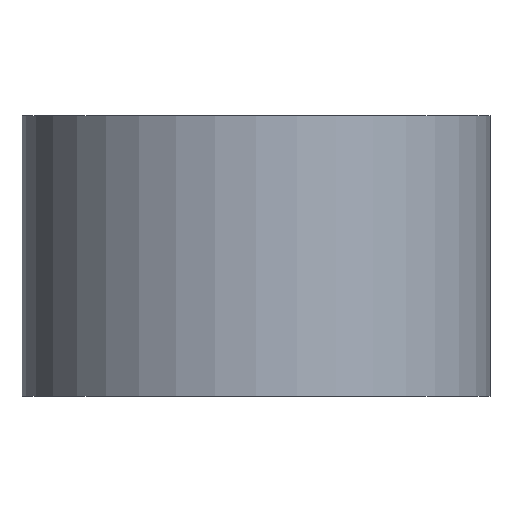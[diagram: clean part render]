
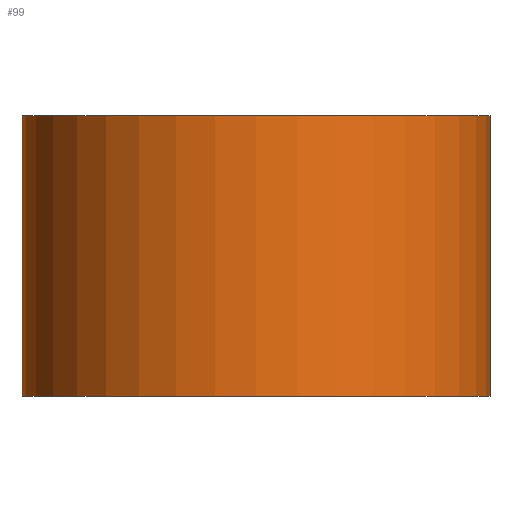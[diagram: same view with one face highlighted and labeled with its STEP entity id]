
A CAD part, front view. The second image highlights one B-rep face of the part: STEP entity #99.
In plain terms, the highlighted cylindrical face has radius 5 mm (diameter 10 mm), a partial arc.
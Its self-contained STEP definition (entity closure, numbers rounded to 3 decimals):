
#6 = ORIENTED_EDGE ( 'NONE', *, *, #213, .T. ) ;
#8 = VERTEX_POINT ( 'NONE', #105 ) ;
#25 = AXIS2_PLACEMENT_3D ( 'NONE', #122, #120, #160 ) ;
#27 = LINE ( 'NONE', #85, #129 ) ;
#33 = LINE ( 'NONE', #110, #78 ) ;
#36 = DIRECTION ( 'NONE',  ( 0., 0., -1. ) ) ;
#53 = CARTESIAN_POINT ( 'NONE',  ( 5., 0., 0. ) ) ;
#59 = EDGE_CURVE ( 'NONE', #195, #117, #27, .T. ) ;
#64 = DIRECTION ( 'NONE',  ( 0., 0., 1. ) ) ;
#66 = CARTESIAN_POINT ( 'NONE',  ( 5., 0., 6. ) ) ;
#67 = DIRECTION ( 'NONE',  ( 0., 0., 1. ) ) ;
#77 = EDGE_CURVE ( 'NONE', #240, #195, #113, .T. ) ;
#78 = VECTOR ( 'NONE', #185, 1000. ) ;
#85 = CARTESIAN_POINT ( 'NONE',  ( 5., 0., 6. ) ) ;
#96 = AXIS2_PLACEMENT_3D ( 'NONE', #243, #67, #241 ) ;
#99 = ADVANCED_FACE ( 'NONE', ( #163 ), #126, .T. ) ;
#100 = ORIENTED_EDGE ( 'NONE', *, *, #170, .T. ) ;
#105 = CARTESIAN_POINT ( 'NONE',  ( -5., 0., 0. ) ) ;
#108 = CIRCLE ( 'NONE', #96, 5. ) ;
#110 = CARTESIAN_POINT ( 'NONE',  ( -5., 0., 6. ) ) ;
#113 = CIRCLE ( 'NONE', #139, 5. ) ;
#115 = EDGE_LOOP ( 'NONE', ( #200, #216, #6, #100 ) ) ;
#117 = VERTEX_POINT ( 'NONE', #53 ) ;
#120 = DIRECTION ( 'NONE',  ( 0., 0., -1. ) ) ;
#122 = CARTESIAN_POINT ( 'NONE',  ( 0., 0., 6. ) ) ;
#126 = CYLINDRICAL_SURFACE ( 'NONE', #25, 5. ) ;
#129 = VECTOR ( 'NONE', #36, 1000. ) ;
#139 = AXIS2_PLACEMENT_3D ( 'NONE', #222, #64, #165 ) ;
#160 = DIRECTION ( 'NONE',  ( -1., 0., 0. ) ) ;
#163 = FACE_OUTER_BOUND ( 'NONE', #115, .T. ) ;
#165 = DIRECTION ( 'NONE',  ( 1., 0., 0. ) ) ;
#170 = EDGE_CURVE ( 'NONE', #8, #117, #108, .T. ) ;
#185 = DIRECTION ( 'NONE',  ( 0., 0., -1. ) ) ;
#195 = VERTEX_POINT ( 'NONE', #66 ) ;
#200 = ORIENTED_EDGE ( 'NONE', *, *, #59, .F. ) ;
#213 = EDGE_CURVE ( 'NONE', #240, #8, #33, .T. ) ;
#216 = ORIENTED_EDGE ( 'NONE', *, *, #77, .F. ) ;
#222 = CARTESIAN_POINT ( 'NONE',  ( 0., 0., 6. ) ) ;
#240 = VERTEX_POINT ( 'NONE', #249 ) ;
#241 = DIRECTION ( 'NONE',  ( 1., 0., 0. ) ) ;
#243 = CARTESIAN_POINT ( 'NONE',  ( 0., 0., 0. ) ) ;
#249 = CARTESIAN_POINT ( 'NONE',  ( -5., 0., 6. ) ) ;
